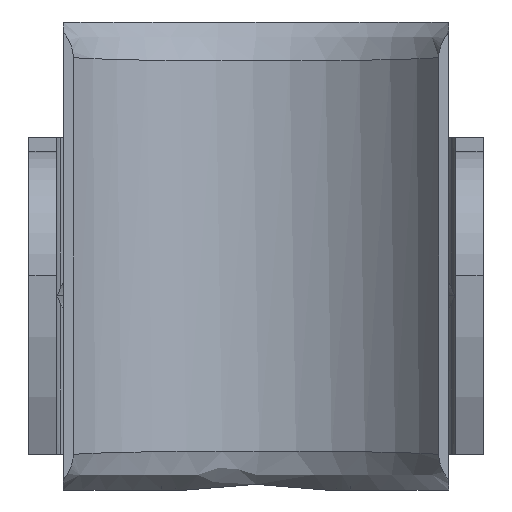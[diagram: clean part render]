
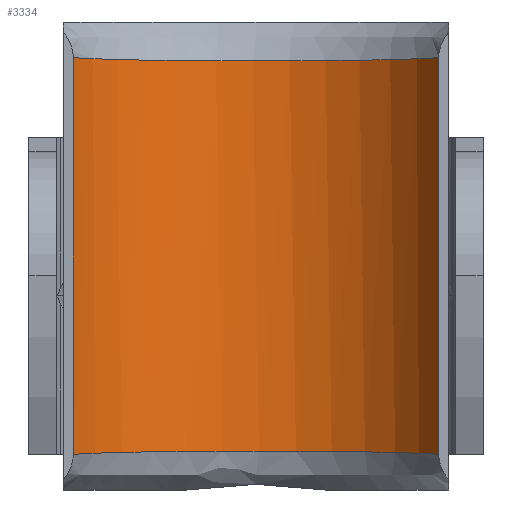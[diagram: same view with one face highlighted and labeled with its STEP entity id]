
A CAD part, front view. The second image highlights one B-rep face of the part: STEP entity #3334.
In plain terms, the highlighted cylindrical face has radius 15.5 mm (diameter 31 mm), a partial arc.
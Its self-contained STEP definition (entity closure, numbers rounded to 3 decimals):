
#26 = ORIENTED_EDGE ( 'NONE', *, *, #6103, .T. ) ;
#42 = CARTESIAN_POINT ( 'NONE',  ( 13.276, -7.5, 14.404 ) ) ;
#135 = CARTESIAN_POINT ( 'NONE',  ( 12.93, -6.926, 14.382 ) ) ;
#192 = CARTESIAN_POINT ( 'NONE',  ( 11.724, -5.339, 14.326 ) ) ;
#224 = CARTESIAN_POINT ( 'NONE',  ( 1.334, 0.001, 14.172 ) ) ;
#244 = CARTESIAN_POINT ( 'NONE',  ( -10.33, -3.939, 14.28 ) ) ;
#287 = VERTEX_POINT ( 'NONE', #5767 ) ;
#666 = EDGE_CURVE ( 'NONE', #5128, #5816, #6447, .T. ) ;
#669 = ORIENTED_EDGE ( 'NONE', *, *, #6590, .T. ) ;
#770 = CARTESIAN_POINT ( 'NONE',  ( 10.568, -4.157, 14.287 ) ) ;
#773 = ORIENTED_EDGE ( 'NONE', *, *, #666, .F. ) ;
#787 = CARTESIAN_POINT ( 'NONE',  ( -2.66, -0.172, 14.176 ) ) ;
#819 = DIRECTION ( 'NONE',  ( 0., 0., -1. ) ) ;
#822 = CARTESIAN_POINT ( 'NONE',  ( -11.761, -5.318, 14.325 ) ) ;
#938 = CARTESIAN_POINT ( 'NONE',  ( 0., -15.5, 17. ) ) ;
#1009 = DIRECTION ( 'NONE',  ( -1., 0., 0. ) ) ;
#1325 = CARTESIAN_POINT ( 'NONE',  ( 9.817, -3.5, 14.267 ) ) ;
#1354 = CARTESIAN_POINT ( 'NONE',  ( -4.584, -0.69, 14.189 ) ) ;
#1376 = CARTESIAN_POINT ( 'NONE',  ( -13.276, -7.5, 14.404 ) ) ;
#1420 = CARTESIAN_POINT ( 'NONE',  ( 13.276, -7.5, -14.404 ) ) ;
#1427 = CARTESIAN_POINT ( 'NONE',  ( 12.584, -6.352, -14.36 ) ) ;
#1456 = CARTESIAN_POINT ( 'NONE',  ( 11.762, -5.319, -14.325 ) ) ;
#1473 = CARTESIAN_POINT ( 'NONE',  ( 10.578, -4.166, -14.288 ) ) ;
#1479 = CARTESIAN_POINT ( 'NONE',  ( 10.333, -3.942, -14.281 ) ) ;
#1570 = CARTESIAN_POINT ( 'NONE',  ( 9.828, -3.509, -14.267 ) ) ;
#1575 = CARTESIAN_POINT ( 'NONE',  ( 9.566, -3.3, -14.261 ) ) ;
#1594 = CARTESIAN_POINT ( 'NONE',  ( 8.763, -2.698, -14.243 ) ) ;
#1623 = CARTESIAN_POINT ( 'NONE',  ( 8.208, -2.335, -14.233 ) ) ;
#1648 = CARTESIAN_POINT ( 'NONE',  ( 7.056, -1.683, -14.215 ) ) ;
#1660 = CARTESIAN_POINT ( 'NONE',  ( 6.46, -1.395, -14.207 ) ) ;
#1749 = CARTESIAN_POINT ( 'NONE',  ( 5.227, -0.893, -14.194 ) ) ;
#1773 = CARTESIAN_POINT ( 'NONE',  ( 4.588, -0.68, -14.188 ) ) ;
#1780 = CARTESIAN_POINT ( 'NONE',  ( 2.66, -0.172, -14.176 ) ) ;
#1793 = CARTESIAN_POINT ( 'NONE',  ( 1.347, -0.001, -14.172 ) ) ;
#1800 = CARTESIAN_POINT ( 'NONE',  ( -1.335, 0.001, -14.172 ) ) ;
#1834 = CARTESIAN_POINT ( 'NONE',  ( -2.648, -0.17, -14.176 ) ) ;
#1872 = CARTESIAN_POINT ( 'NONE',  ( 8.752, -2.69, 14.243 ) ) ;
#1873 = CARTESIAN_POINT ( 'NONE',  ( -4.253, -0.591, -14.186 ) ) ;
#1881 = CARTESIAN_POINT ( 'NONE',  ( -4.572, -0.686, -14.189 ) ) ;
#1893 = CARTESIAN_POINT ( 'NONE',  ( -5.533, -1.017, 14.197 ) ) ;
#1894 = CARTESIAN_POINT ( 'NONE',  ( -5.207, -0.897, -14.194 ) ) ;
#1900 = CARTESIAN_POINT ( 'NONE',  ( -5.522, -1.013, -14.197 ) ) ;
#1910 = CARTESIAN_POINT ( 'NONE',  ( -6.447, -1.389, -14.207 ) ) ;
#1926 = EDGE_LOOP ( 'NONE', ( #26, #4860, #773, #669 ) ) ;
#1931 = CARTESIAN_POINT ( 'NONE',  ( -7.044, -1.677, -14.214 ) ) ;
#1942 = CARTESIAN_POINT ( 'NONE',  ( -8.195, -2.327, -14.232 ) ) ;
#1963 = CARTESIAN_POINT ( 'NONE',  ( -8.75, -2.689, -14.243 ) ) ;
#1972 = CARTESIAN_POINT ( 'NONE',  ( -9.552, -3.288, -14.261 ) ) ;
#2001 = CARTESIAN_POINT ( 'NONE',  ( -9.814, -3.498, -14.267 ) ) ;
#2019 = CARTESIAN_POINT ( 'NONE',  ( -10.322, -3.932, -14.28 ) ) ;
#2044 = CARTESIAN_POINT ( 'NONE',  ( -10.567, -4.156, -14.287 ) ) ;
#2071 = CARTESIAN_POINT ( 'NONE',  ( -11.28, -4.849, -14.31 ) ) ;
#2084 = CARTESIAN_POINT ( 'NONE',  ( -11.724, -5.34, -14.326 ) ) ;
#2090 = CARTESIAN_POINT ( 'NONE',  ( -12.548, -6.377, -14.362 ) ) ;
#2165 = CARTESIAN_POINT ( 'NONE',  ( -12.93, -6.926, -14.382 ) ) ;
#2247 = CARTESIAN_POINT ( 'NONE',  ( -13.276, -7.5, -14.404 ) ) ;
#2422 = CARTESIAN_POINT ( 'NONE',  ( 7.044, -1.677, 14.214 ) ) ;
#2432 = B_SPLINE_CURVE_WITH_KNOTS ( 'NONE', 3,
 ( #2247, #2165, #2090, #2084, #2071, #2044, #2019, #2001, #1972, #1963, #1942, #1931, #1910, #1900, #1894, #1881, #1873, #1834, #1800, #1793, #1780, #1773, #1749, #1660, #1648, #1623, #1594, #1575, #1570, #1479, #1473, #1456, #1427, #1420 ),
 .UNSPECIFIED., .F., .F.,
 ( 4, 2, 2, 2, 2, 2, 2, 2, 2, 2, 2, 2, 2, 2, 2, 2, 4 ),
 ( 0., 0.002, 0.004, 0.005, 0.006, 0.008, 0.01, 0.011, 0.012, 0.016, 0.02, 0.022, 0.024, 0.026, 0.027, 0.028, 0.032 ),
 .UNSPECIFIED. ) ;
#2451 = CARTESIAN_POINT ( 'NONE',  ( -7.054, -1.682, 14.215 ) ) ;
#2542 = AXIS2_PLACEMENT_3D ( 'NONE', #938, #819, #1009 ) ;
#2944 = CARTESIAN_POINT ( 'NONE',  ( 13.276, -7.5, 17. ) ) ;
#2980 = CARTESIAN_POINT ( 'NONE',  ( 5.214, -0.888, 14.194 ) ) ;
#3000 = CARTESIAN_POINT ( 'NONE',  ( -8.76, -2.695, 14.243 ) ) ;
#3334 = ADVANCED_FACE ( 'NONE', ( #6043 ), #5534, .F. ) ;
#3439 = CARTESIAN_POINT ( 'NONE',  ( -13.276, -7.5, 14.404 ) ) ;
#3506 = CARTESIAN_POINT ( 'NONE',  ( 12.548, -6.376, 14.362 ) ) ;
#3524 = CARTESIAN_POINT ( 'NONE',  ( 2.647, -0.17, 14.176 ) ) ;
#3549 = CARTESIAN_POINT ( 'NONE',  ( -9.823, -3.506, 14.267 ) ) ;
#4053 = CARTESIAN_POINT ( 'NONE',  ( 11.28, -4.849, 14.31 ) ) ;
#4080 = CARTESIAN_POINT ( 'NONE',  ( -1.348, -0.001, 14.172 ) ) ;
#4108 = CARTESIAN_POINT ( 'NONE',  ( -10.575, -4.163, 14.288 ) ) ;
#4433 = EDGE_CURVE ( 'NONE', #287, #5816, #2432, .T. ) ;
#4526 = CARTESIAN_POINT ( 'NONE',  ( 13.276, -7.5, -14.404 ) ) ;
#4636 = CARTESIAN_POINT ( 'NONE',  ( 10.323, -3.933, 14.28 ) ) ;
#4659 = CARTESIAN_POINT ( 'NONE',  ( -4.265, -0.595, 14.186 ) ) ;
#4676 = CARTESIAN_POINT ( 'NONE',  ( -12.584, -6.352, 14.36 ) ) ;
#4860 = ORIENTED_EDGE ( 'NONE', *, *, #4433, .T. ) ;
#5128 = VERTEX_POINT ( 'NONE', #5152 ) ;
#5136 = VECTOR ( 'NONE', #6250, 1000. ) ;
#5152 = CARTESIAN_POINT ( 'NONE',  ( 13.276, -7.5, 14.404 ) ) ;
#5197 = CARTESIAN_POINT ( 'NONE',  ( 9.555, -3.291, 14.261 ) ) ;
#5219 = CARTESIAN_POINT ( 'NONE',  ( -5.219, -0.901, 14.194 ) ) ;
#5229 = VERTEX_POINT ( 'NONE', #3439 ) ;
#5534 = CYLINDRICAL_SURFACE ( 'NONE', #2542, 15.5 ) ;
#5654 = VECTOR ( 'NONE', #6561, 1000. ) ;
#5767 = CARTESIAN_POINT ( 'NONE',  ( -13.276, -7.5, -14.404 ) ) ;
#5772 = CARTESIAN_POINT ( 'NONE',  ( 8.196, -2.327, 14.232 ) ) ;
#5800 = CARTESIAN_POINT ( 'NONE',  ( -6.458, -1.394, 14.207 ) ) ;
#5816 = VERTEX_POINT ( 'NONE', #4526 ) ;
#6043 = FACE_OUTER_BOUND ( 'NONE', #1926, .T. ) ;
#6103 = EDGE_CURVE ( 'NONE', #5229, #287, #6286, .T. ) ;
#6250 = DIRECTION ( 'NONE',  ( 0., 0., -1. ) ) ;
#6286 = LINE ( 'NONE', #6768, #5136 ) ;
#6322 = CARTESIAN_POINT ( 'NONE',  ( 6.447, -1.389, 14.207 ) ) ;
#6344 = CARTESIAN_POINT ( 'NONE',  ( -8.205, -2.333, 14.233 ) ) ;
#6447 = LINE ( 'NONE', #2944, #5654 ) ;
#6561 = DIRECTION ( 'NONE',  ( 0., 0., -1. ) ) ;
#6590 = EDGE_CURVE ( 'NONE', #5128, #5229, #7079, .T. ) ;
#6768 = CARTESIAN_POINT ( 'NONE',  ( -13.276, -7.5, 17. ) ) ;
#6923 = CARTESIAN_POINT ( 'NONE',  ( 4.575, -0.676, 14.188 ) ) ;
#6956 = CARTESIAN_POINT ( 'NONE',  ( -9.561, -3.296, 14.261 ) ) ;
#7079 = B_SPLINE_CURVE_WITH_KNOTS ( 'NONE', 3,
 ( #42, #135, #3506, #192, #4053, #770, #4636, #1325, #5197, #1872, #5772, #2422, #6322, #2980, #6923, #3524, #224, #4080, #787, #4659, #1354, #5219, #1893, #5800, #2451, #6344, #3000, #6956, #3549, #244, #4108, #822, #4676, #1376 ),
 .UNSPECIFIED., .F., .F.,
 ( 4, 2, 2, 2, 2, 2, 2, 2, 2, 2, 2, 2, 2, 2, 2, 2, 4 ),
 ( 0., 0.002, 0.004, 0.005, 0.006, 0.008, 0.01, 0.012, 0.016, 0.02, 0.021, 0.022, 0.024, 0.026, 0.027, 0.028, 0.032 ),
 .UNSPECIFIED. ) ;
